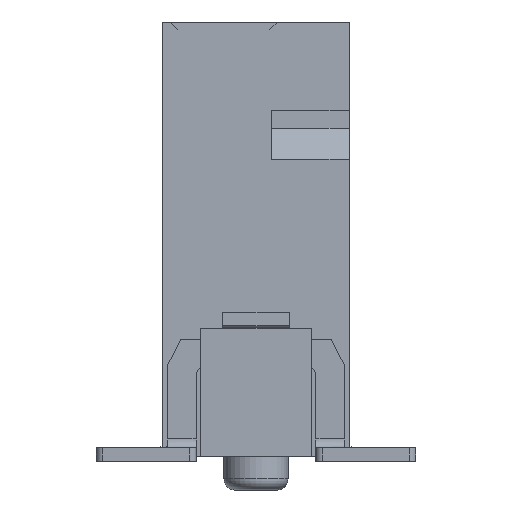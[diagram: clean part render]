
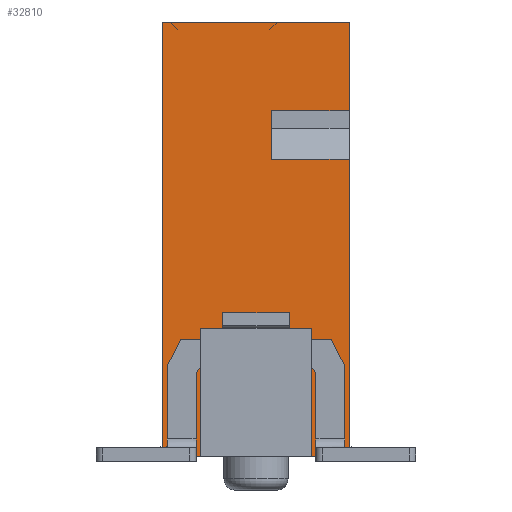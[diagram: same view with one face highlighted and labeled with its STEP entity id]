
A CAD part, left-side view. The second image highlights one B-rep face of the part: STEP entity #32810.
In plain terms, the highlighted planar face has unit normal (-1, 0, 0).
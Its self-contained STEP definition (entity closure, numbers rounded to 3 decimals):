
#24654=CARTESIAN_POINT('',(-33.115,-2.1,9.8));
#24655=VERTEX_POINT('',#24654);
#24663=CARTESIAN_POINT('',(-33.115,2.1,9.8));
#24664=VERTEX_POINT('',#24663);
#24671=CARTESIAN_POINT('',(-33.115,2.1,9.8));
#24672=DIRECTION('',(0.,-1.,0.));
#24673=VECTOR('',#24672,4.2);
#24674=LINE('',#24671,#24673);
#24675=EDGE_CURVE('',#24664,#24655,#24674,.T.);
#32600=CARTESIAN_POINT('',(-33.115,2.1,0.));
#32601=VERTEX_POINT('',#32600);
#32608=CARTESIAN_POINT('',(-33.115,2.1,0.));
#32609=DIRECTION('',(0.,0.,1.));
#32610=VECTOR('',#32609,9.8);
#32611=LINE('',#32608,#32610);
#32612=EDGE_CURVE('',#32601,#24664,#32611,.T.);
#32627=CARTESIAN_POINT('',(-33.115,0.,4.9));
#32628=DIRECTION('',(0.,-1.,0.));
#32629=DIRECTION('',(-1.,0.,0.));
#32630=AXIS2_PLACEMENT_3D('',#32627,#32629,#32628);
#32631=PLANE('',#32630);
#32632=CARTESIAN_POINT('',(-33.115,-0.7,1.));
#32633=VERTEX_POINT('',#32632);
#32634=CARTESIAN_POINT('',(-33.115,-0.75,1.));
#32635=VERTEX_POINT('',#32634);
#32636=CARTESIAN_POINT('',(-33.115,-0.7,1.));
#32637=DIRECTION('',(0.,-1.,0.));
#32638=VECTOR('',#32637,0.05);
#32639=LINE('',#32636,#32638);
#32640=EDGE_CURVE('',#32633,#32635,#32639,.T.);
#32641=ORIENTED_EDGE('',*,*,#32640,.T.);
#32642=CARTESIAN_POINT('',(-33.115,-0.75,1.75));
#32643=VERTEX_POINT('',#32642);
#32644=CARTESIAN_POINT('',(-33.115,-0.75,1.));
#32645=DIRECTION('',(0.,0.,1.));
#32646=VECTOR('',#32645,0.75);
#32647=LINE('',#32644,#32646);
#32648=EDGE_CURVE('',#32635,#32643,#32647,.T.);
#32649=ORIENTED_EDGE('',*,*,#32648,.T.);
#32650=CARTESIAN_POINT('',(-33.115,-0.9,1.9));
#32651=VERTEX_POINT('',#32650);
#32652=CARTESIAN_POINT('',(-33.115,-0.75,1.75));
#32653=DIRECTION('',(0.,-0.707,0.707));
#32654=VECTOR('',#32653,0.212);
#32655=LINE('',#32652,#32654);
#32656=EDGE_CURVE('',#32643,#32651,#32655,.T.);
#32657=ORIENTED_EDGE('',*,*,#32656,.T.);
#32658=CARTESIAN_POINT('',(-33.115,-1.1,1.9));
#32659=VERTEX_POINT('',#32658);
#32660=CARTESIAN_POINT('',(-33.115,-0.9,1.9));
#32661=DIRECTION('',(0.,-1.,0.));
#32662=VECTOR('',#32661,0.2);
#32663=LINE('',#32660,#32662);
#32664=EDGE_CURVE('',#32651,#32659,#32663,.T.);
#32665=ORIENTED_EDGE('',*,*,#32664,.T.);
#32666=CARTESIAN_POINT('',(-33.115,-1.25,1.75));
#32667=VERTEX_POINT('',#32666);
#32668=CARTESIAN_POINT('',(-33.115,-1.1,1.9));
#32669=DIRECTION('',(0.,-0.707,-0.707));
#32670=VECTOR('',#32669,0.212);
#32671=LINE('',#32668,#32670);
#32672=EDGE_CURVE('',#32659,#32667,#32671,.T.);
#32673=ORIENTED_EDGE('',*,*,#32672,.T.);
#32674=CARTESIAN_POINT('',(-33.115,-1.25,0.));
#32675=VERTEX_POINT('',#32674);
#32676=CARTESIAN_POINT('',(-33.115,-1.25,1.75));
#32677=DIRECTION('',(0.,0.,-1.));
#32678=VECTOR('',#32677,1.75);
#32679=LINE('',#32676,#32678);
#32680=EDGE_CURVE('',#32667,#32675,#32679,.T.);
#32681=ORIENTED_EDGE('',*,*,#32680,.T.);
#32682=CARTESIAN_POINT('',(-33.115,-2.1,0.));
#32683=VERTEX_POINT('',#32682);
#32684=CARTESIAN_POINT('',(-33.115,-1.25,0.));
#32685=DIRECTION('',(0.,-1.,0.));
#32686=VECTOR('',#32685,0.85);
#32687=LINE('',#32684,#32686);
#32688=EDGE_CURVE('',#32675,#32683,#32687,.T.);
#32689=ORIENTED_EDGE('',*,*,#32688,.T.);
#32690=CARTESIAN_POINT('',(-33.115,-2.1,6.71));
#32691=VERTEX_POINT('',#32690);
#32692=CARTESIAN_POINT('',(-33.115,-2.1,0.));
#32693=DIRECTION('',(0.,0.,1.));
#32694=VECTOR('',#32693,6.71);
#32695=LINE('',#32692,#32694);
#32696=EDGE_CURVE('',#32683,#32691,#32695,.T.);
#32697=ORIENTED_EDGE('',*,*,#32696,.T.);
#32698=CARTESIAN_POINT('',(-33.115,-0.35,6.71));
#32699=VERTEX_POINT('',#32698);
#32700=CARTESIAN_POINT('',(-33.115,-2.1,6.71));
#32701=DIRECTION('',(0.,1.,0.));
#32702=VECTOR('',#32701,1.75);
#32703=LINE('',#32700,#32702);
#32704=EDGE_CURVE('',#32691,#32699,#32703,.T.);
#32705=ORIENTED_EDGE('',*,*,#32704,.T.);
#32706=CARTESIAN_POINT('',(-33.115,-0.35,7.8));
#32707=VERTEX_POINT('',#32706);
#32708=CARTESIAN_POINT('',(-33.115,-0.35,6.71));
#32709=DIRECTION('',(0.,0.,1.));
#32710=VECTOR('',#32709,1.09);
#32711=LINE('',#32708,#32710);
#32712=EDGE_CURVE('',#32699,#32707,#32711,.T.);
#32713=ORIENTED_EDGE('',*,*,#32712,.T.);
#32714=CARTESIAN_POINT('',(-33.115,-2.1,7.8));
#32715=VERTEX_POINT('',#32714);
#32716=CARTESIAN_POINT('',(-33.115,-0.35,7.8));
#32717=DIRECTION('',(0.,-1.,0.));
#32718=VECTOR('',#32717,1.75);
#32719=LINE('',#32716,#32718);
#32720=EDGE_CURVE('',#32707,#32715,#32719,.T.);
#32721=ORIENTED_EDGE('',*,*,#32720,.T.);
#32722=CARTESIAN_POINT('',(-33.115,-2.1,7.8));
#32723=DIRECTION('',(0.,0.,1.));
#32724=VECTOR('',#32723,2.);
#32725=LINE('',#32722,#32724);
#32726=EDGE_CURVE('',#32715,#24655,#32725,.T.);
#32727=ORIENTED_EDGE('',*,*,#32726,.T.);
#32728=ORIENTED_EDGE('',*,*,#24675,.F.);
#32729=ORIENTED_EDGE('',*,*,#32612,.F.);
#32730=CARTESIAN_POINT('',(-33.115,1.25,0.));
#32731=VERTEX_POINT('',#32730);
#32732=CARTESIAN_POINT('',(-33.115,2.1,0.));
#32733=DIRECTION('',(0.,-1.,0.));
#32734=VECTOR('',#32733,0.85);
#32735=LINE('',#32732,#32734);
#32736=EDGE_CURVE('',#32601,#32731,#32735,.T.);
#32737=ORIENTED_EDGE('',*,*,#32736,.T.);
#32738=CARTESIAN_POINT('',(-33.115,1.25,1.75));
#32739=VERTEX_POINT('',#32738);
#32740=CARTESIAN_POINT('',(-33.115,1.25,0.));
#32741=DIRECTION('',(0.,0.,1.));
#32742=VECTOR('',#32741,1.75);
#32743=LINE('',#32740,#32742);
#32744=EDGE_CURVE('',#32731,#32739,#32743,.T.);
#32745=ORIENTED_EDGE('',*,*,#32744,.T.);
#32746=CARTESIAN_POINT('',(-33.115,1.1,1.9));
#32747=VERTEX_POINT('',#32746);
#32748=CARTESIAN_POINT('',(-33.115,1.25,1.75));
#32749=DIRECTION('',(0.,-0.707,0.707));
#32750=VECTOR('',#32749,0.212);
#32751=LINE('',#32748,#32750);
#32752=EDGE_CURVE('',#32739,#32747,#32751,.T.);
#32753=ORIENTED_EDGE('',*,*,#32752,.T.);
#32754=CARTESIAN_POINT('',(-33.115,0.9,1.9));
#32755=VERTEX_POINT('',#32754);
#32756=CARTESIAN_POINT('',(-33.115,1.1,1.9));
#32757=DIRECTION('',(0.,-1.,0.));
#32758=VECTOR('',#32757,0.2);
#32759=LINE('',#32756,#32758);
#32760=EDGE_CURVE('',#32747,#32755,#32759,.T.);
#32761=ORIENTED_EDGE('',*,*,#32760,.T.);
#32762=CARTESIAN_POINT('',(-33.115,0.75,1.75));
#32763=VERTEX_POINT('',#32762);
#32764=CARTESIAN_POINT('',(-33.115,0.9,1.9));
#32765=DIRECTION('',(0.,-0.707,-0.707));
#32766=VECTOR('',#32765,0.212);
#32767=LINE('',#32764,#32766);
#32768=EDGE_CURVE('',#32755,#32763,#32767,.T.);
#32769=ORIENTED_EDGE('',*,*,#32768,.T.);
#32770=CARTESIAN_POINT('',(-33.115,0.75,1.));
#32771=VERTEX_POINT('',#32770);
#32772=CARTESIAN_POINT('',(-33.115,0.75,1.75));
#32773=DIRECTION('',(0.,0.,-1.));
#32774=VECTOR('',#32773,0.75);
#32775=LINE('',#32772,#32774);
#32776=EDGE_CURVE('',#32763,#32771,#32775,.T.);
#32777=ORIENTED_EDGE('',*,*,#32776,.T.);
#32778=CARTESIAN_POINT('',(-33.115,0.7,1.));
#32779=VERTEX_POINT('',#32778);
#32780=CARTESIAN_POINT('',(-33.115,0.75,1.));
#32781=DIRECTION('',(0.,-1.,0.));
#32782=VECTOR('',#32781,0.05);
#32783=LINE('',#32780,#32782);
#32784=EDGE_CURVE('',#32771,#32779,#32783,.T.);
#32785=ORIENTED_EDGE('',*,*,#32784,.T.);
#32786=CARTESIAN_POINT('',(-33.115,0.7,0.1));
#32787=VERTEX_POINT('',#32786);
#32788=CARTESIAN_POINT('',(-33.115,0.7,1.));
#32789=DIRECTION('',(0.,0.,-1.));
#32790=VECTOR('',#32789,0.9);
#32791=LINE('',#32788,#32790);
#32792=EDGE_CURVE('',#32779,#32787,#32791,.T.);
#32793=ORIENTED_EDGE('',*,*,#32792,.T.);
#32794=CARTESIAN_POINT('',(-33.115,-0.7,0.1));
#32795=VERTEX_POINT('',#32794);
#32796=CARTESIAN_POINT('',(-33.115,0.7,0.1));
#32797=DIRECTION('',(0.,-1.,0.));
#32798=VECTOR('',#32797,1.4);
#32799=LINE('',#32796,#32798);
#32800=EDGE_CURVE('',#32787,#32795,#32799,.T.);
#32801=ORIENTED_EDGE('',*,*,#32800,.T.);
#32802=CARTESIAN_POINT('',(-33.115,-0.7,0.1));
#32803=DIRECTION('',(0.,0.,1.));
#32804=VECTOR('',#32803,0.9);
#32805=LINE('',#32802,#32804);
#32806=EDGE_CURVE('',#32795,#32633,#32805,.T.);
#32807=ORIENTED_EDGE('',*,*,#32806,.T.);
#32808=EDGE_LOOP('',(#32641,#32649,#32657,#32665,#32673,#32681,#32689,#32697,#32705,#32713,#32721,#32727,#32728,#32729,#32737,#32745,#32753,#32761,#32769,#32777,#32785,#32793,#32801,#32807));
#32809=FACE_OUTER_BOUND('',#32808,.T.);
#32810=ADVANCED_FACE('',(#32809),#32631,.T.);
